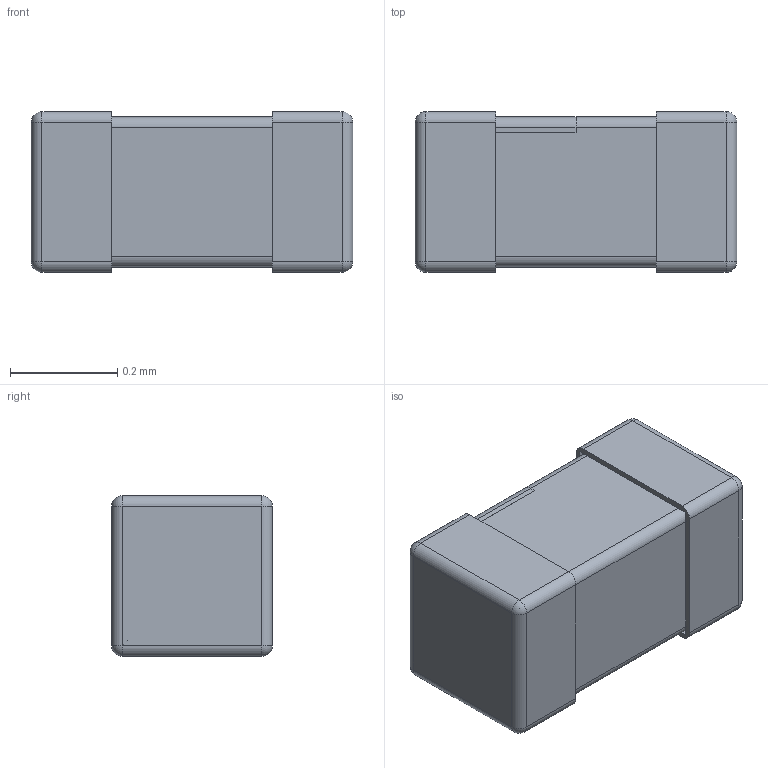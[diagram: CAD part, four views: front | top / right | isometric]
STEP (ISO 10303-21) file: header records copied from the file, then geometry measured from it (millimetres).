
FILE_DESCRIPTION (( 'STEP AP214' ), '1' );
FILE_NAME ('MLG0603S75NJTD25.STEP', '2022-09-07T11:08:07', ( '' ), ( '' ), 'SwSTEP 2.0', 'SolidWorks 2018', '' );
FILE_SCHEMA (( 'AUTOMOTIVE_DESIGN' ));
Length unit declared in the file: millimetre
Products named in the file (1): MLG0603S75NJTD25
Bounding box: 0.6 x 0.3 x 0.3 mm (x, y, z)
Volume: 0 mm3; surface area: 2 mm2
Topology: 4 solids, 4 shells, 83 faces, 189 edges, 102 vertices
Faces by surface type: plane 37, cylinder 30, sphere 16
Entity records: 2495 total; most frequent: DIRECTION 407, CARTESIAN_POINT 361, ORIENTED_EDGE 350, EDGE_CURVE 175, AXIS2_PLACEMENT_3D 148, VECTOR 111, LINE 111, VERTEX_POINT 102
